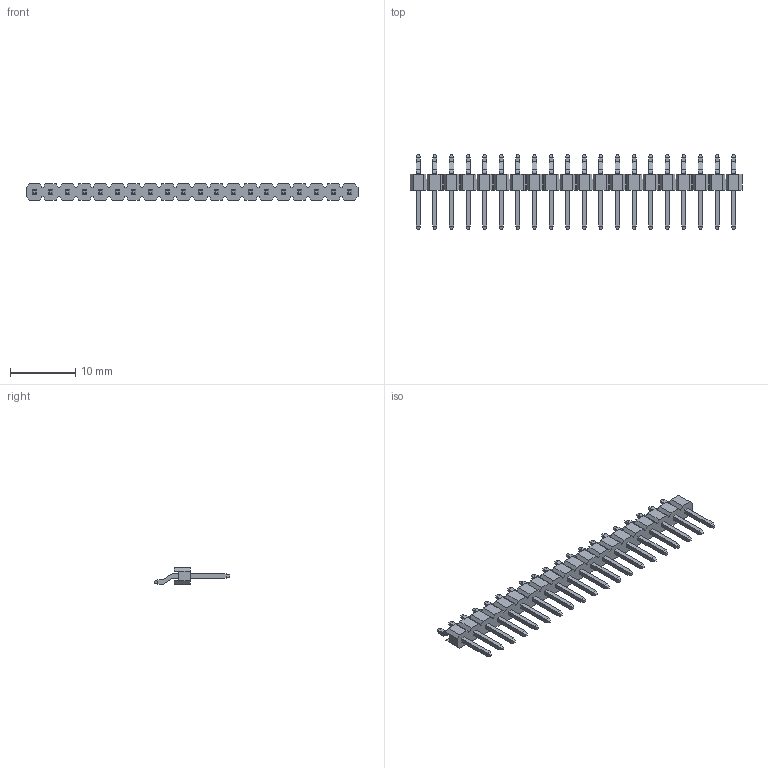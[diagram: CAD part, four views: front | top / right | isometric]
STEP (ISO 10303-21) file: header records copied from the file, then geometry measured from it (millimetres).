
FILE_DESCRIPTION(('STEP AP242'),'1');
FILE_NAME('pin_header_a-sl254-ea-g20mp1.stp','2023-02-09T02:01:03',('TraceParts'),('TraceParts S.A.'),'Spatial InterOp 3D',' ',' ');
FILE_SCHEMA(('AP242_MANAGED_MODEL_BASED_3D_ENGINEERING_MIM_LF {1 0 10303 442 1 1 4}'));
Length unit declared in the file: millimetre
Products named in the file (1): pin_header_a-sl254-ea-g20mp1
Bounding box: 50.8 x 11.5 x 2.5 mm (x, y, z)
Volume: 313.8 mm3; surface area: 1087 mm2
Topology: 1 solids, 1 shells, 762 faces, 1920 edges, 1200 vertices
Faces by surface type: plane 682, cylinder 80
Entity records: 28296 total; most frequent: CARTESIAN_POINT 3883, ORIENTED_EDGE 3840, DIRECTION 3606, EDGE_CURVE 1920, LINE 1760, VECTOR 1760, VERTEX_POINT 1200, AXIS2_PLACEMENT_3D 923
